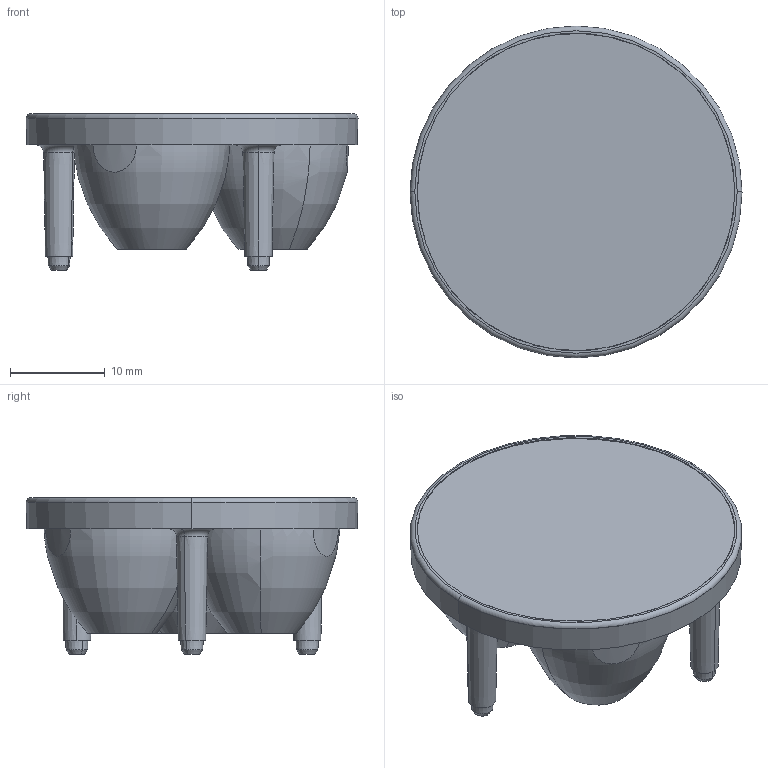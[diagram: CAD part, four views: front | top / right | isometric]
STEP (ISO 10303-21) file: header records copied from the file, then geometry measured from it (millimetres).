
FILE_DESCRIPTION(('CATIA V5 STEP Exchange'),'2;1');
FILE_NAME('Cute-3-ISF''20091001_pv_C10756_Cute_3_W_mech.stp','2010-06-10T07:34:42+00:00',('none'),('none'),'CATIA Version 5 Release 20 GA (IN-10)','CATIA V5 STEP AP203','none');
FILE_SCHEMA(('CONFIG_CONTROL_DESIGN'));
Length unit declared in the file: millimetre
Products named in the file (1): C10756_Cute_3_W_mech
Bounding box: 34.96 x 34.96 x 16.5 mm (x, y, z)
Volume: 7891.9 mm3; surface area: 3620.5 mm2
Topology: 1 solids, 1 shells, 68 faces, 198 edges, 144 vertices
Faces by surface type: cone 33, plane 19, torus 10, revolution 6
Entity records: 2401 total; most frequent: CARTESIAN_POINT 592, ORIENTED_EDGE 396, DIRECTION 292, AXIS2_PLACEMENT_3D 198, EDGE_CURVE 198, CIRCLE 144, VERTEX_POINT 144, EDGE_LOOP 80
